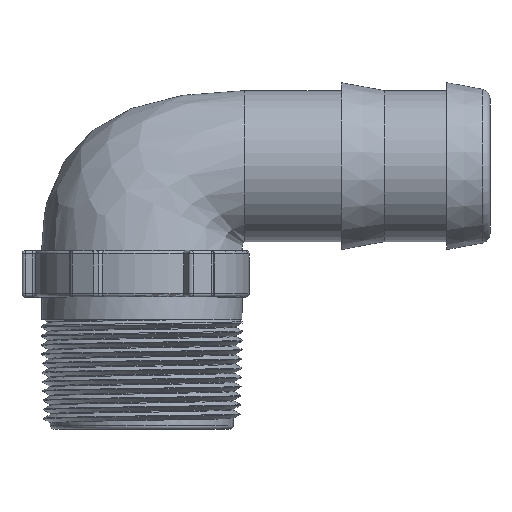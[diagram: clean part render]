
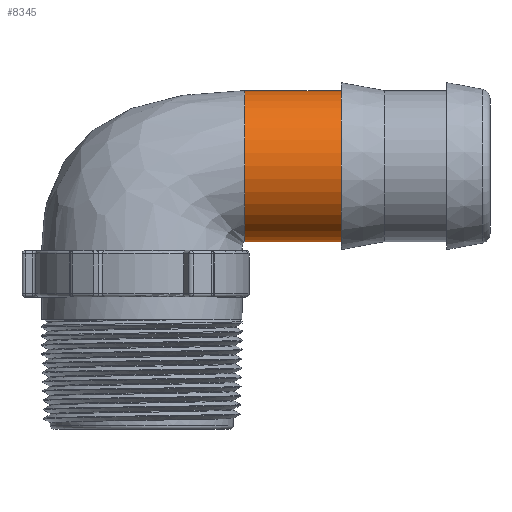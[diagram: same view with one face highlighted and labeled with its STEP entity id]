
A CAD part, top view. The second image highlights one B-rep face of the part: STEP entity #8345.
In plain terms, the highlighted cylindrical face has radius 18.161 mm (diameter 36.322 mm), a full revolution.
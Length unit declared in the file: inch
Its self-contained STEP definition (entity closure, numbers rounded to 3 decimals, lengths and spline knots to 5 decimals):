
#1128=CYLINDRICAL_SURFACE($,#8812,0.715);
#2048=FACE_BOUND($,#3083,.T.);
#2532=FACE_OUTER_BOUND($,#3082,.T.);
#3082=EDGE_LOOP($,(#7801,#7802));
#3083=EDGE_LOOP($,(#7803));
#3097=CIRCLE($,#8366,0.715);
#3098=CIRCLE($,#8367,0.715);
#3251=CIRCLE($,#8805,0.715);
#3273=VERTEX_POINT($,#10875);
#3274=VERTEX_POINT($,#10879);
#4060=VERTEX_POINT($,#20921);
#4083=EDGE_CURVE($,#3274,#3273,#3097,.T.);
#4084=EDGE_CURVE($,#3273,#3274,#3098,.T.);
#5310=EDGE_CURVE($,#4060,#4060,#3251,.T.);
#7801=ORIENTED_EDGE($,*,*,#4083,.T.);
#7802=ORIENTED_EDGE($,*,*,#4084,.T.);
#7803=ORIENTED_EDGE($,*,*,#5310,.F.);
#8345=ADVANCED_FACE($,(#2532,#2048),#1128,.T.);
#8366=AXIS2_PLACEMENT_3D($,#10880,#8843,#8844);
#8367=AXIS2_PLACEMENT_3D($,#10881,#8845,#8846);
#8805=AXIS2_PLACEMENT_3D($,#20922,#10135,#10136);
#8812=AXIS2_PLACEMENT_3D($,#20932,#10149,#10150);
#8843=DIRECTION('center_axis',(1.,0.,0.));
#8844=DIRECTION('ref_axis',(0.,0.,-1.));
#8845=DIRECTION('center_axis',(1.,0.,0.));
#8846=DIRECTION('ref_axis',(0.,0.,-1.));
#10135=DIRECTION('center_axis',(1.,0.,0.));
#10136=DIRECTION('ref_axis',(0.,0.,-1.));
#10149=DIRECTION('center_axis',(1.,0.,0.));
#10150=DIRECTION('ref_axis',(0.,1.,0.));
#10875=CARTESIAN_POINT('',(0.975,-0.715,0.));
#10879=CARTESIAN_POINT('',(0.975,0.715,0.));
#10880=CARTESIAN_POINT('Origin',(0.975,0.,0.));
#10881=CARTESIAN_POINT('Origin',(0.975,0.,0.));
#20921=CARTESIAN_POINT('',(1.886,0.715,0.));
#20922=CARTESIAN_POINT('Origin',(1.886,0.,0.));
#20932=CARTESIAN_POINT('Origin',(1.4305,0.,0.));
